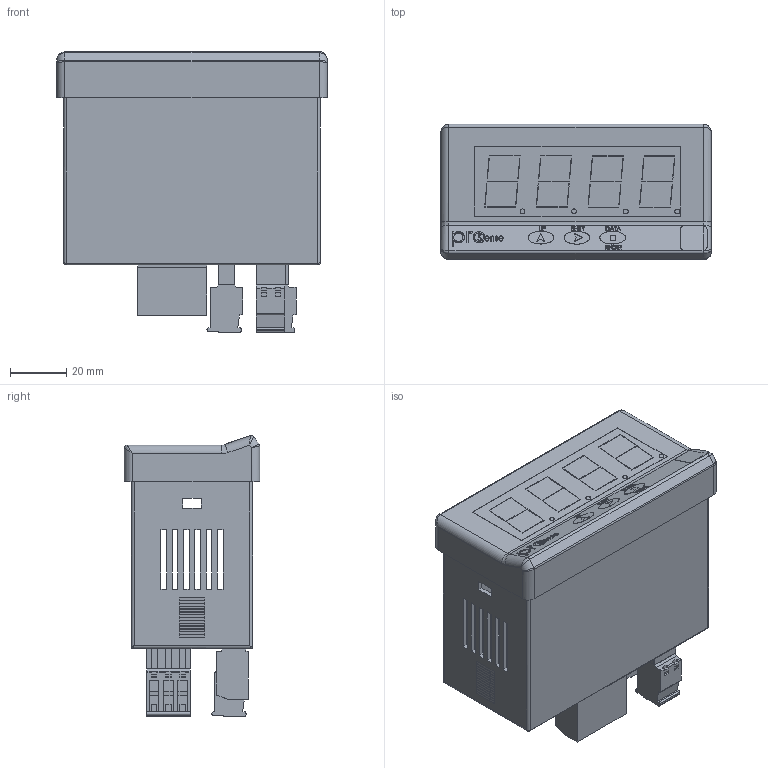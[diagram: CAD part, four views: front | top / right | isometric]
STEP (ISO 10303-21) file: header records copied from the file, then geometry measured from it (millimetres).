
FILE_DESCRIPTION (( 'STEP AP214' ), '1' );
FILE_NAME ('DPM2L-AT-2R-HL.STEP', '2019-08-26T22:46:27', ( '' ), ( '' ), 'SwSTEP 2.0', 'SolidWorks 2017', '' );
FILE_SCHEMA (( 'AUTOMOTIVE_DESIGN' ));
Length unit declared in the file: inch
Products named in the file (1): DPM2L-AT-2R-HL
Bounding box: 96 x 48 x 99.47 mm (x, y, z)
Volume: 86878.5 mm3; surface area: 63262 mm2
Topology: 9 solids, 9 shells, 1824 faces, 4751 edges, 3129 vertices
Faces by surface type: plane 1410, cylinder 258, bspline 140, cone 16
Entity records: 67842 total; most frequent: CARTESIAN_POINT 16717, ORIENTED_EDGE 9482, DIRECTION 8337, EDGE_CURVE 4741, LINE 3959, VECTOR 3959, VERTEX_POINT 3129, AXIS2_PLACEMENT_3D 2189
